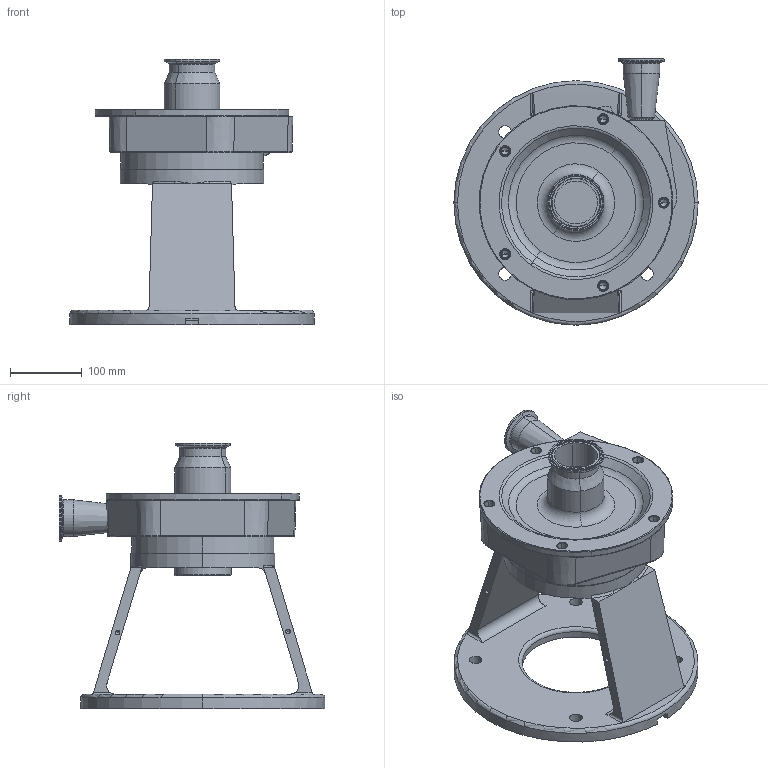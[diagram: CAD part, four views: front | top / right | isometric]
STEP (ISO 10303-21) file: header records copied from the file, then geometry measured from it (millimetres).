
FILE_DESCRIPTION (( 'STEP AP214' ), '1' );
FILE_NAME ('FPX 1741-1742 320TC VERT.STEP', '2023-01-17T20:11:37', ( '' ), ( '' ), 'SwSTEP 2.0', 'SolidWorks 2021', '' );
FILE_SCHEMA (( 'AUTOMOTIVE_DESIGN' ));
Length unit declared in the file: millimetre
Products named in the file (1): FPX 1741-1742 320TC VERT
Bounding box: 340 x 370 x 369 mm (x, y, z)
Volume: 4542974.6 mm3; surface area: 688062.9 mm2
Topology: 1 solids, 5 shells, 409 faces, 911 edges, 532 vertices
Faces by surface type: cylinder 148, cone 95, plane 86, torus 68, bspline 9, sphere 3
Entity records: 12293 total; most frequent: CARTESIAN_POINT 3090, DIRECTION 2131, ORIENTED_EDGE 1770, AXIS2_PLACEMENT_3D 912, EDGE_CURVE 885, VERTEX_POINT 532, CIRCLE 511, EDGE_LOOP 469
